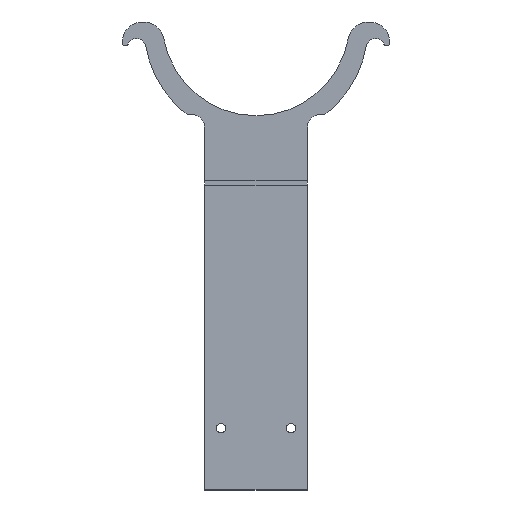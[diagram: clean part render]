
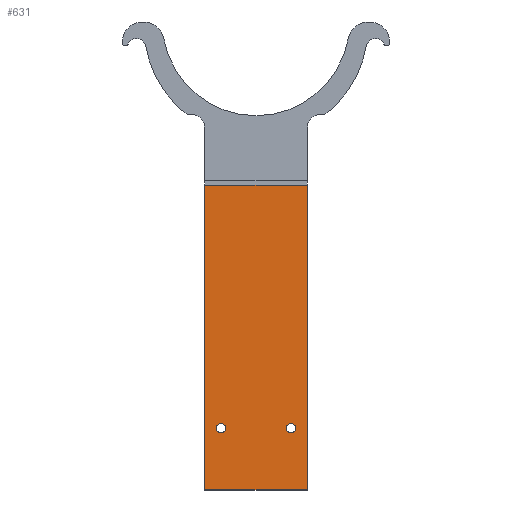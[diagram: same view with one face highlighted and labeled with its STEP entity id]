
A CAD part, top view. The second image highlights one B-rep face of the part: STEP entity #631.
In plain terms, the highlighted planar face has unit normal (0, 0, 1).
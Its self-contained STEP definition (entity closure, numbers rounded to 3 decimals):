
#15=FACE_BOUND('',#103,.T.);
#16=FACE_BOUND('',#104,.T.);
#34=PLANE('',#717);
#68=FACE_OUTER_BOUND('',#102,.T.);
#102=EDGE_LOOP('',(#564,#565,#566,#567));
#103=EDGE_LOOP('',(#568,#569));
#104=EDGE_LOOP('',(#570,#571));
#151=LINE('',#1063,#209);
#160=LINE('',#1081,#218);
#163=LINE('',#1087,#221);
#164=LINE('',#1088,#222);
#209=VECTOR('',#876,10.);
#218=VECTOR('',#897,10.);
#221=VECTOR('',#902,10.);
#222=VECTOR('',#903,10.);
#252=CIRCLE('',#688,2.25);
#253=CIRCLE('',#689,2.25);
#255=CIRCLE('',#692,2.25);
#256=CIRCLE('',#693,2.25);
#302=VERTEX_POINT('',#1015);
#303=VERTEX_POINT('',#1016);
#305=VERTEX_POINT('',#1023);
#306=VERTEX_POINT('',#1024);
#308=VERTEX_POINT('',#1060);
#309=VERTEX_POINT('',#1062);
#312=VERTEX_POINT('',#1080);
#314=VERTEX_POINT('',#1086);
#366=EDGE_CURVE('',#302,#303,#252,.T.);
#367=EDGE_CURVE('',#303,#302,#253,.T.);
#370=EDGE_CURVE('',#305,#306,#255,.T.);
#371=EDGE_CURVE('',#306,#305,#256,.T.);
#389=EDGE_CURVE('',#309,#308,#151,.T.);
#398=EDGE_CURVE('',#309,#312,#160,.T.);
#401=EDGE_CURVE('',#314,#308,#163,.T.);
#402=EDGE_CURVE('',#312,#314,#164,.T.);
#564=ORIENTED_EDGE('',*,*,#389,.T.);
#565=ORIENTED_EDGE('',*,*,#401,.F.);
#566=ORIENTED_EDGE('',*,*,#402,.F.);
#567=ORIENTED_EDGE('',*,*,#398,.F.);
#568=ORIENTED_EDGE('',*,*,#366,.T.);
#569=ORIENTED_EDGE('',*,*,#367,.T.);
#570=ORIENTED_EDGE('',*,*,#370,.T.);
#571=ORIENTED_EDGE('',*,*,#371,.T.);
#631=ADVANCED_FACE('',(#68,#15,#16),#34,.T.);
#688=AXIS2_PLACEMENT_3D('',#1017,#813,#814);
#689=AXIS2_PLACEMENT_3D('',#1018,#815,#816);
#692=AXIS2_PLACEMENT_3D('',#1025,#822,#823);
#693=AXIS2_PLACEMENT_3D('',#1026,#824,#825);
#717=AXIS2_PLACEMENT_3D('',#1085,#900,#901);
#813=DIRECTION('center_axis',(0.,0.,-1.));
#814=DIRECTION('ref_axis',(1.,0.,0.));
#815=DIRECTION('center_axis',(0.,0.,-1.));
#816=DIRECTION('ref_axis',(1.,0.,0.));
#822=DIRECTION('center_axis',(0.,0.,-1.));
#823=DIRECTION('ref_axis',(1.,0.,0.));
#824=DIRECTION('center_axis',(0.,0.,-1.));
#825=DIRECTION('ref_axis',(1.,0.,0.));
#876=DIRECTION('',(-1.,0.,0.));
#897=DIRECTION('',(0.,-1.,0.));
#900=DIRECTION('center_axis',(0.,0.,1.));
#901=DIRECTION('ref_axis',(1.,0.,0.));
#902=DIRECTION('',(0.,1.,0.));
#903=DIRECTION('',(-1.,0.,0.));
#1015=CARTESIAN_POINT('',(10.25,30.,1.));
#1016=CARTESIAN_POINT('',(5.75,30.,1.));
#1017=CARTESIAN_POINT('Origin',(8.,30.,1.));
#1018=CARTESIAN_POINT('Origin',(8.,30.,1.));
#1023=CARTESIAN_POINT('',(44.25,30.,1.));
#1024=CARTESIAN_POINT('',(39.75,30.,1.));
#1025=CARTESIAN_POINT('Origin',(42.,30.,1.));
#1026=CARTESIAN_POINT('Origin',(42.,30.,1.));
#1060=CARTESIAN_POINT('',(0.,148.,1.));
#1062=CARTESIAN_POINT('',(50.,148.,1.));
#1063=CARTESIAN_POINT('',(37.5,148.,1.));
#1080=CARTESIAN_POINT('',(50.,0.,1.));
#1081=CARTESIAN_POINT('',(50.,0.,1.));
#1085=CARTESIAN_POINT('Origin',(25.,75.,1.));
#1086=CARTESIAN_POINT('',(0.,0.,1.));
#1087=CARTESIAN_POINT('',(0.,150.,1.));
#1088=CARTESIAN_POINT('',(0.,0.,1.));
